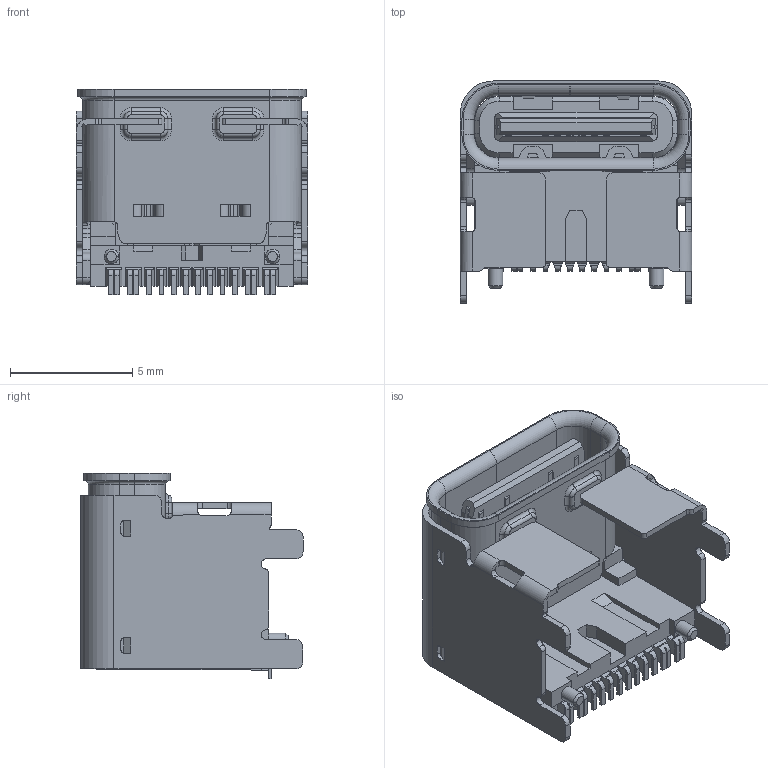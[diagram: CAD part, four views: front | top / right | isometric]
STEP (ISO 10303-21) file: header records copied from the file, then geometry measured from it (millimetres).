
FILE_DESCRIPTION((''),'2;1');
FILE_NAME('2171800001','2021-03-03T',('gga'),(''),'PRO/ENGINEER BY PARAMETRIC TECHNOLOGY CORPORATION, 2016010','PRO/ENGINEER BY PARAMETRIC TECHNOLOGY CORPORATION, 2016010','');
FILE_SCHEMA(('CONFIG_CONTROL_DESIGN'));
Length unit declared in the file: millimetre
Products named in the file (1): 2171800001
Bounding box: 9.47 x 9.09 x 8.4 mm (x, y, z)
Volume: 235 mm3; surface area: 1044.9 mm2
Topology: 2 solids, 16 shells, 1259 faces, 3650 edges, 2432 vertices
Faces by surface type: plane 819, cylinder 340, torus 60, cone 24, bspline 16
Entity records: 42022 total; most frequent: CARTESIAN_POINT 8346, ORIENTED_EDGE 7132, DIRECTION 6849, EDGE_CURVE 3566, VECTOR 2595, LINE 2595, VERTEX_POINT 2348, AXIS2_PLACEMENT_3D 2127
